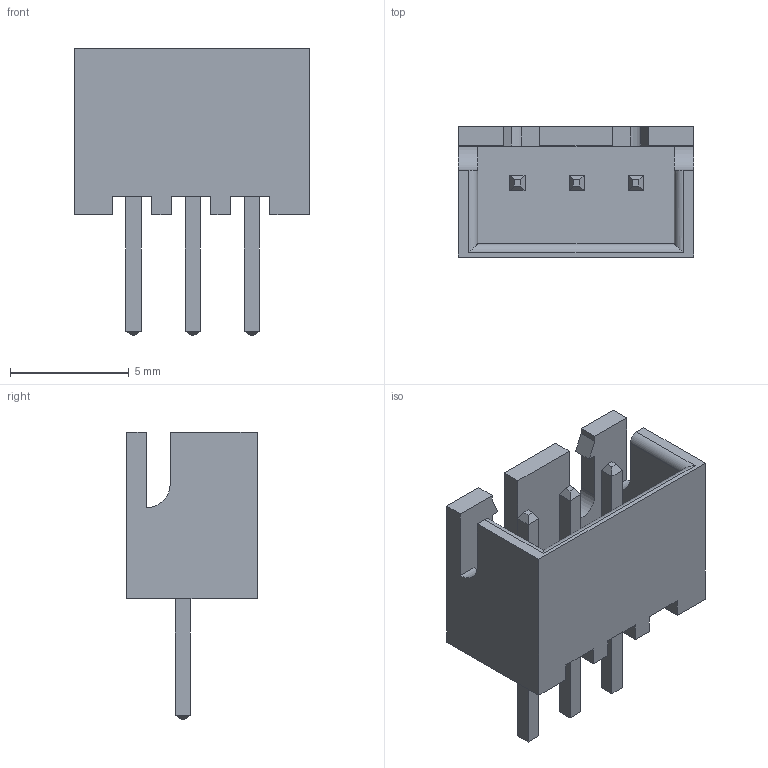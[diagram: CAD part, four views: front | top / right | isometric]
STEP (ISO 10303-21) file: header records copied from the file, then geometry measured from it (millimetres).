
FILE_DESCRIPTION (( 'STEP AP214' ), '1' );
FILE_NAME ('JST XH.STEP', '2011-08-09T07:58:52', ( 'Queensland University of Technology' ), ( 'QUT' ), 'SwSTEP 2.0', 'SolidWorks 2010', '' );
FILE_SCHEMA (( 'AUTOMOTIVE_DESIGN' ));
Length unit declared in the file: inch
Products named in the file (1): JST XH
Bounding box: 9.91 x 5.49 x 12.09 mm (x, y, z)
Volume: 187.8 mm3; surface area: 528.7 mm2
Topology: 1 solids, 1 shells, 101 faces, 253 edges, 160 vertices
Faces by surface type: plane 94, cylinder 7
Entity records: 2969 total; most frequent: CARTESIAN_POINT 521, ORIENTED_EDGE 506, DIRECTION 465, EDGE_CURVE 253, VECTOR 241, LINE 241, VERTEX_POINT 160, AXIS2_PLACEMENT_3D 112
